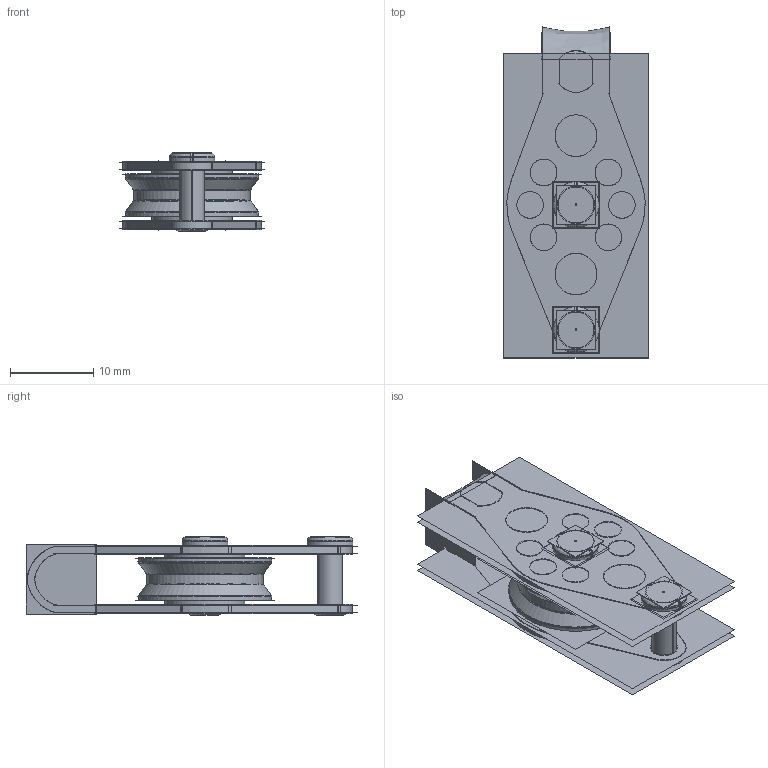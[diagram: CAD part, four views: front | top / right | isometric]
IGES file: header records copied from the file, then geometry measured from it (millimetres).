
Start section:  PTC IGES file: a4668.igs
Global section: file name: a4668.igs; native system: Creo Parametric by PTC Inc.; preprocessor: 2021284; author: Student; organization: Unknown; date: 20211202.081007; units: millimetre
Bounding box: 17.29 x 39.82 x 9.45 mm (x, y, z)
Surface area: 9756.7 mm2 (no closed solid volume)
Topology: 0 solids, 0 shells, 392 faces, 5040 edges, 6644 vertices
Faces by surface type: revolution 300, bspline 92
